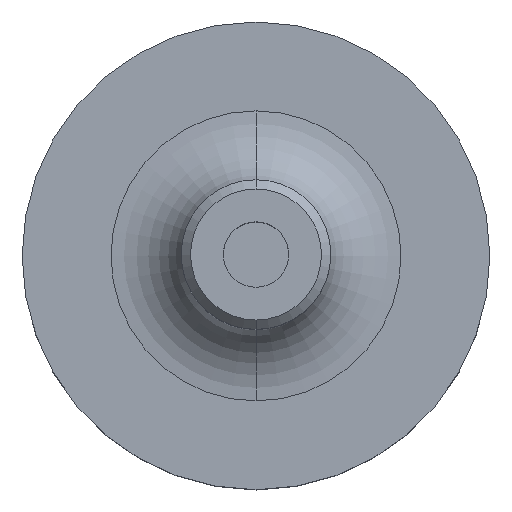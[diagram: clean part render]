
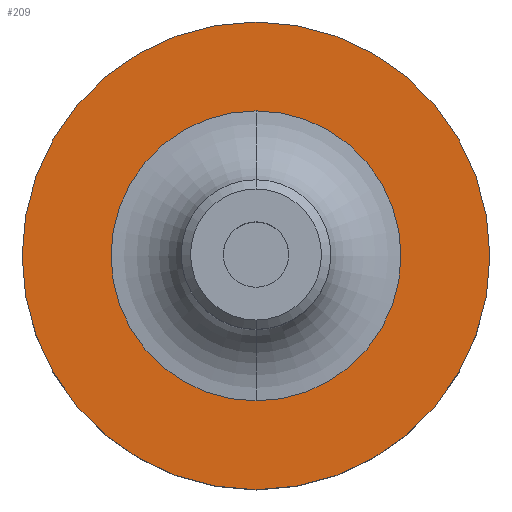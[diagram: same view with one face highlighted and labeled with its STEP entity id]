
A CAD part, top view. The second image highlights one B-rep face of the part: STEP entity #209.
In plain terms, the highlighted planar face has unit normal (0, 0, 1).
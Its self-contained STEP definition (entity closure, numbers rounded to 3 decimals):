
#43 = VERTEX_POINT ( 'NONE', #1249 ) ;
#47 = ORIENTED_EDGE ( 'NONE', *, *, #1406, .T. ) ;
#70 = CARTESIAN_POINT ( 'NONE',  ( 0., 0., 19.1 ) ) ;
#115 = CIRCLE ( 'NONE', #1004, 25. ) ;
#149 = EDGE_CURVE ( 'NONE', #972, #548, #1339, .T. ) ;
#191 = DIRECTION ( 'NONE',  ( 0., 0., -1. ) ) ;
#209 = ADVANCED_FACE ( 'NONE', ( #349, #1199 ), #1384, .F. ) ;
#249 = AXIS2_PLACEMENT_3D ( 'NONE', #70, #498, #830 ) ;
#299 = DIRECTION ( 'NONE',  ( 0., 1., 0. ) ) ;
#309 = CARTESIAN_POINT ( 'NONE',  ( 0., 25., 19.1 ) ) ;
#329 = CARTESIAN_POINT ( 'NONE',  ( 0., 0., 19.1 ) ) ;
#349 = FACE_BOUND ( 'NONE', #1242, .T. ) ;
#375 = DIRECTION ( 'NONE',  ( 0., 0., -1. ) ) ;
#431 = DIRECTION ( 'NONE',  ( 0., 1., 0. ) ) ;
#498 = DIRECTION ( 'NONE',  ( 0., 0., -1. ) ) ;
#542 = DIRECTION ( 'NONE',  ( 0., 0., -1. ) ) ;
#548 = VERTEX_POINT ( 'NONE', #763 ) ;
#563 = AXIS2_PLACEMENT_3D ( 'NONE', #849, #191, #961 ) ;
#713 = AXIS2_PLACEMENT_3D ( 'NONE', #329, #1106, #431 ) ;
#763 = CARTESIAN_POINT ( 'NONE',  ( 0., 15.5, 19.1 ) ) ;
#798 = EDGE_CURVE ( 'NONE', #867, #43, #115, .T. ) ;
#830 = DIRECTION ( 'NONE',  ( 0., 1., 0. ) ) ;
#849 = CARTESIAN_POINT ( 'NONE',  ( 0., 0., 19.1 ) ) ;
#855 = ORIENTED_EDGE ( 'NONE', *, *, #798, .F. ) ;
#867 = VERTEX_POINT ( 'NONE', #309 ) ;
#931 = AXIS2_PLACEMENT_3D ( 'NONE', #1046, #375, #1154 ) ;
#951 = ORIENTED_EDGE ( 'NONE', *, *, #1038, .F. ) ;
#961 = DIRECTION ( 'NONE',  ( 0., 1., 0. ) ) ;
#972 = VERTEX_POINT ( 'NONE', #1279 ) ;
#1004 = AXIS2_PLACEMENT_3D ( 'NONE', #1216, #542, #299 ) ;
#1038 = EDGE_CURVE ( 'NONE', #43, #867, #1143, .T. ) ;
#1046 = CARTESIAN_POINT ( 'NONE',  ( 0., 0., 19.1 ) ) ;
#1061 = CIRCLE ( 'NONE', #713, 15.5 ) ;
#1106 = DIRECTION ( 'NONE',  ( 0., 0., -1. ) ) ;
#1127 = EDGE_LOOP ( 'NONE', ( #855, #951 ) ) ;
#1143 = CIRCLE ( 'NONE', #563, 25. ) ;
#1154 = DIRECTION ( 'NONE',  ( 0., 1., 0. ) ) ;
#1199 = FACE_OUTER_BOUND ( 'NONE', #1127, .T. ) ;
#1216 = CARTESIAN_POINT ( 'NONE',  ( 0., 0., 19.1 ) ) ;
#1242 = EDGE_LOOP ( 'NONE', ( #47, #1273 ) ) ;
#1249 = CARTESIAN_POINT ( 'NONE',  ( 0., -25., 19.1 ) ) ;
#1273 = ORIENTED_EDGE ( 'NONE', *, *, #149, .T. ) ;
#1279 = CARTESIAN_POINT ( 'NONE',  ( 0., -15.5, 19.1 ) ) ;
#1339 = CIRCLE ( 'NONE', #931, 15.5 ) ;
#1384 = PLANE ( 'NONE',  #249 ) ;
#1406 = EDGE_CURVE ( 'NONE', #548, #972, #1061, .T. ) ;
